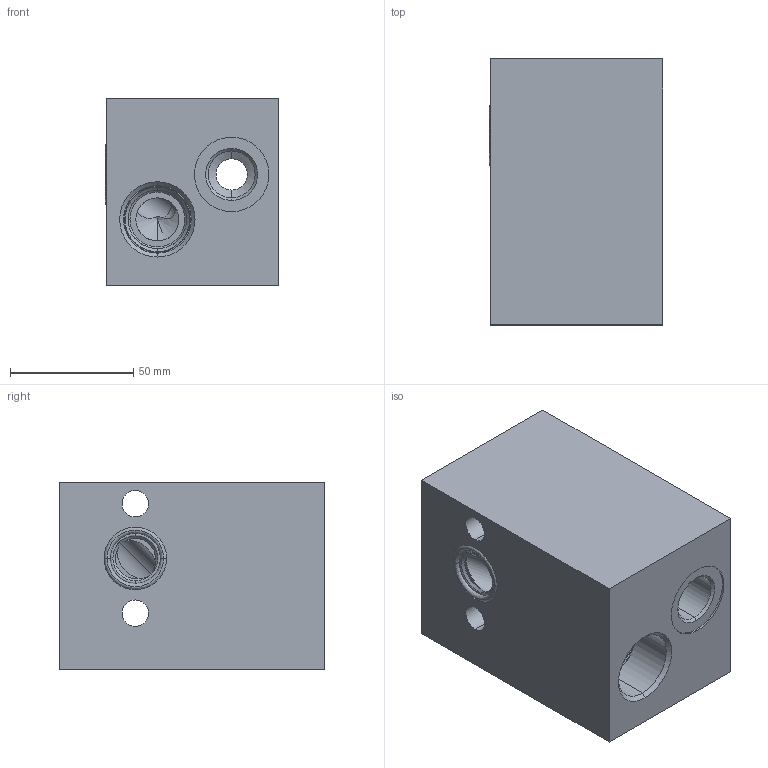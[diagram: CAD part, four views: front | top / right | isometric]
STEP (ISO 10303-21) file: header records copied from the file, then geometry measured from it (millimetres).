
FILE_DESCRIPTION((''),'2;1');
FILE_NAME('YVU_ASM','2019-10-15T',('ProEService'),(''),'PRO/ENGINEER BY PARAMETRIC TECHNOLOGY CORPORATION, 2014200','PRO/ENGINEER BY PARAMETRIC TECHNOLOGY CORPORATION, 2014200','');
FILE_SCHEMA(('CONFIG_CONTROL_DESIGN'));
Length unit declared in the file: inch
Products named in the file (3): 150-804-003; 500-001-117; YVU_ASM
Assembly tree (2 placements, depth 2):
  YVU_ASM
    150-804-003
    500-001-117
Bounding box: 70.31 x 107.95 x 76.2 mm (x, y, z)
Volume: 457312.8 mm3; surface area: 67720.5 mm2
Topology: 2 solids, 2 shells, 142 faces, 578 edges, 544 vertices
Faces by surface type: cylinder 69, cone 42, plane 16, sphere 9, revolution 4, torus 2
Entity records: 7749 total; most frequent: CARTESIAN_POINT 3202, DIRECTION 913, ORIENTED_EDGE 722, EDGE_CURVE 361, VECTOR 319, LINE 319, AXIS2_PLACEMENT_3D 295, VERTEX_POINT 226
